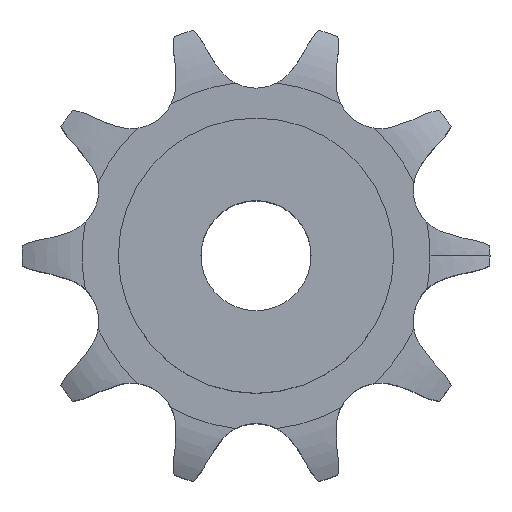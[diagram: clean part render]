
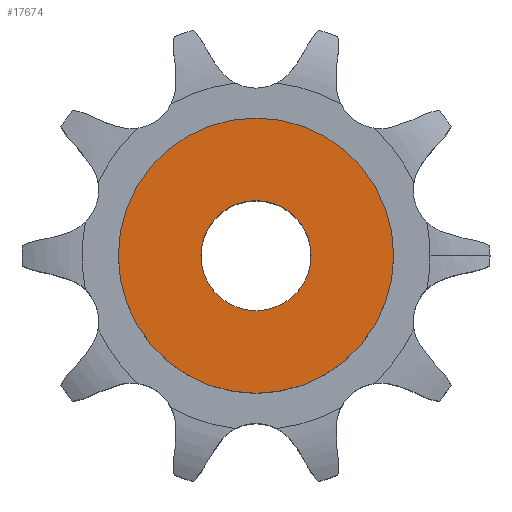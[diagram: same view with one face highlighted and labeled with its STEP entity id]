
A CAD part, top view. The second image highlights one B-rep face of the part: STEP entity #17674.
In plain terms, the highlighted planar face has unit normal (0, 0, 1).
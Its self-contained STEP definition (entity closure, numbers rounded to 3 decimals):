
#9577 = CYLINDRICAL_SURFACE('',#9578,4.);
#9578 = AXIS2_PLACEMENT_3D('',#9579,#9580,#9581);
#9579 = CARTESIAN_POINT('',(0.,0.,61.251));
#9580 = DIRECTION('',(0.,0.,1.));
#9581 = DIRECTION('',(1.,0.,0.));
#12125 = EDGE_CURVE('',#12126,#12126,#12128,.T.);
#12126 = VERTEX_POINT('',#12127);
#12127 = CARTESIAN_POINT('',(4.,0.,22.));
#12128 = SURFACE_CURVE('',#12129,(#12134,#12141),.PCURVE_S1.);
#12129 = CIRCLE('',#12130,4.);
#12130 = AXIS2_PLACEMENT_3D('',#12131,#12132,#12133);
#12131 = CARTESIAN_POINT('',(0.,0.,22.));
#12132 = DIRECTION('',(0.,0.,1.));
#12133 = DIRECTION('',(1.,0.,0.));
#12134 = PCURVE('',#9577,#12135);
#12135 = DEFINITIONAL_REPRESENTATION('',(#12136),#12140);
#12136 = LINE('',#12137,#12138);
#12137 = CARTESIAN_POINT('',(0.,-39.251));
#12138 = VECTOR('',#12139,1.);
#12139 = DIRECTION('',(1.,0.));
#12140 = ( GEOMETRIC_REPRESENTATION_CONTEXT(2) 
PARAMETRIC_REPRESENTATION_CONTEXT() REPRESENTATION_CONTEXT('2D SPACE',''
  ) );
#12141 = PCURVE('',#12142,#12147);
#12142 = PLANE('',#12143);
#12143 = AXIS2_PLACEMENT_3D('',#12144,#12145,#12146);
#12144 = CARTESIAN_POINT('',(0.,0.,22.)
  );
#12145 = DIRECTION('',(0.,0.,1.));
#12146 = DIRECTION('',(1.,0.,0.));
#12147 = DEFINITIONAL_REPRESENTATION('',(#12148),#12152);
#12148 = CIRCLE('',#12149,4.);
#12149 = AXIS2_PLACEMENT_2D('',#12150,#12151);
#12150 = CARTESIAN_POINT('',(0.,0.));
#12151 = DIRECTION('',(1.,0.));
#12152 = ( GEOMETRIC_REPRESENTATION_CONTEXT(2) 
PARAMETRIC_REPRESENTATION_CONTEXT() REPRESENTATION_CONTEXT('2D SPACE',''
  ) );
#17674 = ADVANCED_FACE('',(#17675,#17706),#12142,.T.);
#17675 = FACE_BOUND('',#17676,.T.);
#17676 = EDGE_LOOP('',(#17677));
#17677 = ORIENTED_EDGE('',*,*,#17678,.T.);
#17678 = EDGE_CURVE('',#17679,#17679,#17681,.T.);
#17679 = VERTEX_POINT('',#17680);
#17680 = CARTESIAN_POINT('',(10.,0.,22.));
#17681 = SURFACE_CURVE('',#17682,(#17687,#17694),.PCURVE_S1.);
#17682 = CIRCLE('',#17683,10.);
#17683 = AXIS2_PLACEMENT_3D('',#17684,#17685,#17686);
#17684 = CARTESIAN_POINT('',(0.,0.,22.));
#17685 = DIRECTION('',(0.,0.,1.));
#17686 = DIRECTION('',(1.,0.,0.));
#17687 = PCURVE('',#12142,#17688);
#17688 = DEFINITIONAL_REPRESENTATION('',(#17689),#17693);
#17689 = CIRCLE('',#17690,10.);
#17690 = AXIS2_PLACEMENT_2D('',#17691,#17692);
#17691 = CARTESIAN_POINT('',(0.,0.));
#17692 = DIRECTION('',(1.,0.));
#17693 = ( GEOMETRIC_REPRESENTATION_CONTEXT(2) 
PARAMETRIC_REPRESENTATION_CONTEXT() REPRESENTATION_CONTEXT('2D SPACE',''
  ) );
#17694 = PCURVE('',#17695,#17700);
#17695 = CYLINDRICAL_SURFACE('',#17696,10.);
#17696 = AXIS2_PLACEMENT_3D('',#17697,#17698,#17699);
#17697 = CARTESIAN_POINT('',(0.,0.,0.));
#17698 = DIRECTION('',(-0.,-0.,-1.));
#17699 = DIRECTION('',(1.,0.,0.));
#17700 = DEFINITIONAL_REPRESENTATION('',(#17701),#17705);
#17701 = LINE('',#17702,#17703);
#17702 = CARTESIAN_POINT('',(-0.,-22.));
#17703 = VECTOR('',#17704,1.);
#17704 = DIRECTION('',(-1.,0.));
#17705 = ( GEOMETRIC_REPRESENTATION_CONTEXT(2) 
PARAMETRIC_REPRESENTATION_CONTEXT() REPRESENTATION_CONTEXT('2D SPACE',''
  ) );
#17706 = FACE_BOUND('',#17707,.T.);
#17707 = EDGE_LOOP('',(#17708));
#17708 = ORIENTED_EDGE('',*,*,#12125,.F.);
